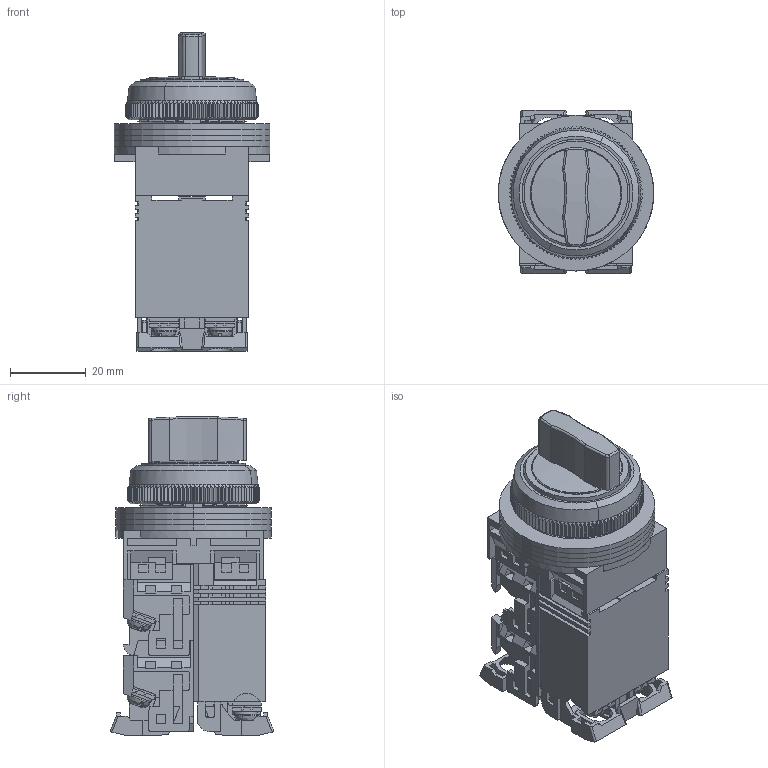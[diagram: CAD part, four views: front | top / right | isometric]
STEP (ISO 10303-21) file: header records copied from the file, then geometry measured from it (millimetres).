
FILE_DESCRIPTION (( 'STEP AP214' ), '1' );
FILE_NAME ('AR30PL-611L3SZC.step', '2018-02-13T18:42:14', ( '' ), ( '' ), 'SwSTEP 2.0', 'SolidWorks 2017', '' );
FILE_SCHEMA (( 'AUTOMOTIVE_DESIGN' ));
Length unit declared in the file: inch
Products named in the file (1): AR30PL-611L3SZC
Bounding box: 41 x 43.18 x 84 mm (x, y, z)
Volume: 56397.1 mm3; surface area: 45628.3 mm2
Topology: 34 solids, 34 shells, 2724 faces, 7425 edges, 4803 vertices
Faces by surface type: plane 2033, cylinder 354, cone 205, bspline 132
Entity records: 125032 total; most frequent: CARTESIAN_POINT 21761, ORIENTED_EDGE 14850, DIRECTION 12707, EDGE_CURVE 7425, VECTOR 5277, LINE 5277, VERTEX_POINT 4803, AXIS2_PLACEMENT_3D 3715
